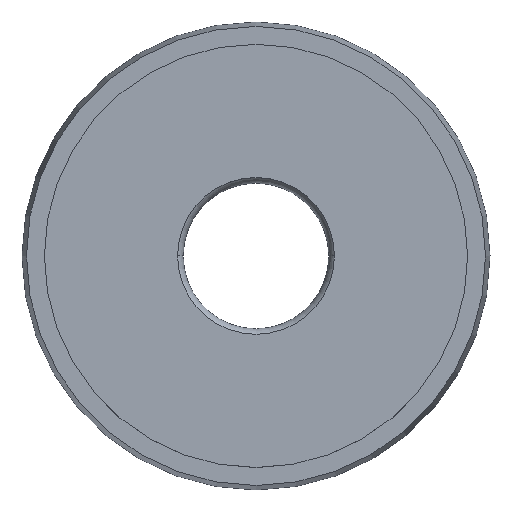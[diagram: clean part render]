
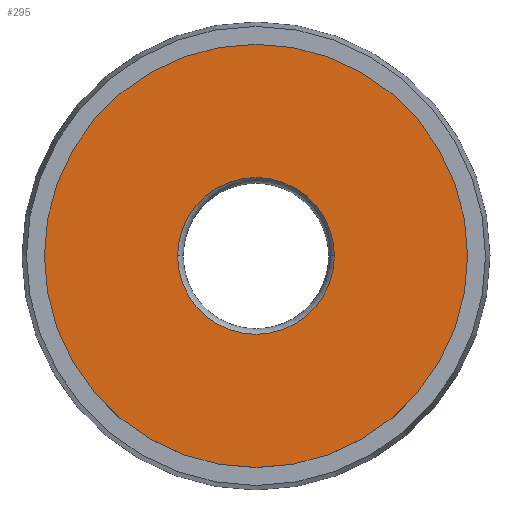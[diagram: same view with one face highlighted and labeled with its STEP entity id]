
A CAD part, top view. The second image highlights one B-rep face of the part: STEP entity #295.
In plain terms, the highlighted planar face has unit normal (0, 0, 1).
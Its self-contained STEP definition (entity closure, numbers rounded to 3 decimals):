
#18 = DIRECTION ( 'NONE',  ( 0., 0., 1. ) ) ;
#26 = DIRECTION ( 'NONE',  ( 1., 0., 0. ) ) ;
#44 = VERTEX_POINT ( 'NONE', #339 ) ;
#57 = VERTEX_POINT ( 'NONE', #489 ) ;
#61 = AXIS2_PLACEMENT_3D ( 'NONE', #322, #507, #218 ) ;
#73 = CARTESIAN_POINT ( 'NONE',  ( 9.45, 0., 0. ) ) ;
#93 = ORIENTED_EDGE ( 'NONE', *, *, #441, .F. ) ;
#146 = ORIENTED_EDGE ( 'NONE', *, *, #388, .T. ) ;
#156 = FACE_OUTER_BOUND ( 'NONE', #444, .T. ) ;
#157 = CARTESIAN_POINT ( 'NONE',  ( 0., 0., 0. ) ) ;
#165 = DIRECTION ( 'NONE',  ( 0., 0., -1. ) ) ;
#182 = ORIENTED_EDGE ( 'NONE', *, *, #269, .T. ) ;
#191 = FACE_BOUND ( 'NONE', #493, .T. ) ;
#204 = AXIS2_PLACEMENT_3D ( 'NONE', #376, #467, #26 ) ;
#218 = DIRECTION ( 'NONE',  ( 1., 0., 0. ) ) ;
#229 = DIRECTION ( 'NONE',  ( 1., 0., 0. ) ) ;
#269 = EDGE_CURVE ( 'NONE', #348, #640, #552, .T. ) ;
#277 = ORIENTED_EDGE ( 'NONE', *, *, #449, .F. ) ;
#295 = ADVANCED_FACE ( 'NONE', ( #191, #156 ), #371, .F. ) ;
#314 = CARTESIAN_POINT ( 'NONE',  ( 0., 0., 0. ) ) ;
#322 = CARTESIAN_POINT ( 'NONE',  ( 0., 0., 0. ) ) ;
#339 = CARTESIAN_POINT ( 'NONE',  ( -3.5, 0., 0. ) ) ;
#348 = VERTEX_POINT ( 'NONE', #560 ) ;
#352 = CIRCLE ( 'NONE', #61, 9.45 ) ;
#365 = DIRECTION ( 'NONE',  ( -1., 0., 0. ) ) ;
#371 = PLANE ( 'NONE',  #529 ) ;
#372 = CARTESIAN_POINT ( 'NONE',  ( 0., 0., 0. ) ) ;
#376 = CARTESIAN_POINT ( 'NONE',  ( 0., 0., 0. ) ) ;
#388 = EDGE_CURVE ( 'NONE', #640, #348, #352, .T. ) ;
#397 = CIRCLE ( 'NONE', #204, 3.5 ) ;
#410 = AXIS2_PLACEMENT_3D ( 'NONE', #372, #516, #229 ) ;
#416 = AXIS2_PLACEMENT_3D ( 'NONE', #157, #18, #563 ) ;
#441 = EDGE_CURVE ( 'NONE', #44, #57, #525, .T. ) ;
#444 = EDGE_LOOP ( 'NONE', ( #146, #182 ) ) ;
#449 = EDGE_CURVE ( 'NONE', #57, #44, #397, .T. ) ;
#467 = DIRECTION ( 'NONE',  ( 0., 0., 1. ) ) ;
#489 = CARTESIAN_POINT ( 'NONE',  ( 3.5, 0., 0. ) ) ;
#493 = EDGE_LOOP ( 'NONE', ( #277, #93 ) ) ;
#507 = DIRECTION ( 'NONE',  ( 0., 0., 1. ) ) ;
#516 = DIRECTION ( 'NONE',  ( 0., 0., 1. ) ) ;
#525 = CIRCLE ( 'NONE', #410, 3.5 ) ;
#529 = AXIS2_PLACEMENT_3D ( 'NONE', #314, #165, #365 ) ;
#552 = CIRCLE ( 'NONE', #416, 9.45 ) ;
#560 = CARTESIAN_POINT ( 'NONE',  ( -9.45, 0., 0. ) ) ;
#563 = DIRECTION ( 'NONE',  ( 1., 0., 0. ) ) ;
#640 = VERTEX_POINT ( 'NONE', #73 ) ;
